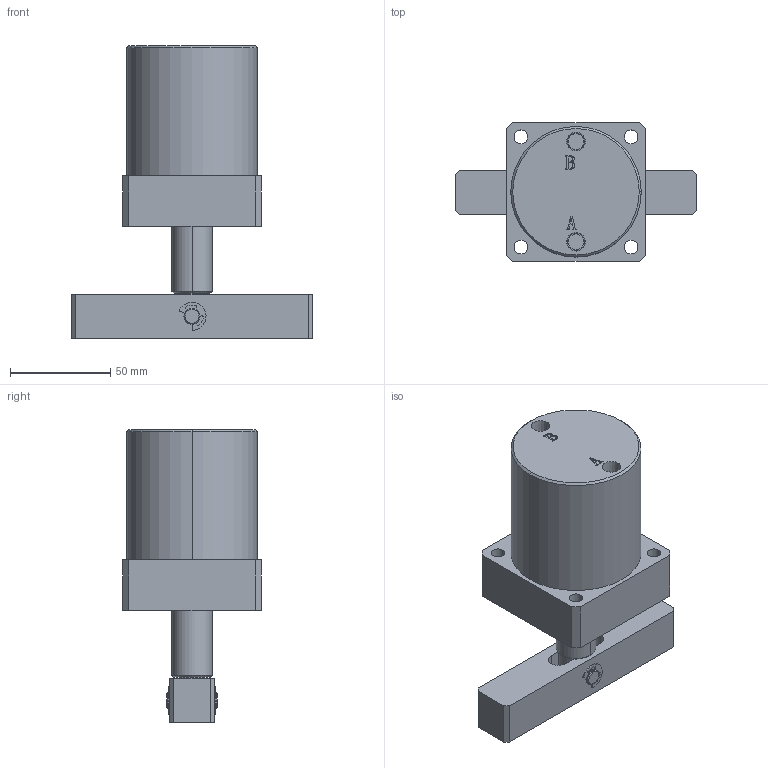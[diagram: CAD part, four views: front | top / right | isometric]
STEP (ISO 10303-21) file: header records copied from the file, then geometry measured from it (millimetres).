
FILE_DESCRIPTION (( 'STEP AP203' ), '1' );
FILE_NAME ('HCAS-FA50D.STEP', '2019-10-14T09:10:51', ( '微软用户' ), ( '微软中国' ), 'SwSTEP 2.0', 'SolidWorks 2012', '' );
FILE_SCHEMA (( 'CONFIG_CONTROL_DESIGN' ));
Length unit declared in the file: millimetre
Products named in the file (6): HCAS-FA50D; 縐遠8; HCAS-FA50DÏú; HCAS-FA50D邧旋; HCAS-FA50D活塞杆; HCAS-FA50掛极
Assembly tree (6 placements, depth 2):
  HCAS-FA50D
    HCAS-FA50掛极
    HCAS-FA50D活塞杆
    HCAS-FA50D邧旋
    HCAS-FA50DÏú
    縐遠8  x2
Bounding box: 120 x 69 x 146 mm (x, y, z)
Volume: 334216 mm3; surface area: 68579.6 mm2
Topology: 6 solids, 6 shells, 230 faces, 573 edges, 376 vertices
Faces by surface type: plane 99, cylinder 95, bspline 16, cone 14, torus 6
Entity records: 7335 total; most frequent: CARTESIAN_POINT 1870, DIRECTION 1017, ORIENTED_EDGE 978, EDGE_CURVE 489, AXIS2_PLACEMENT_3D 371, VERTEX_POINT 320, LINE 275, VECTOR 275
